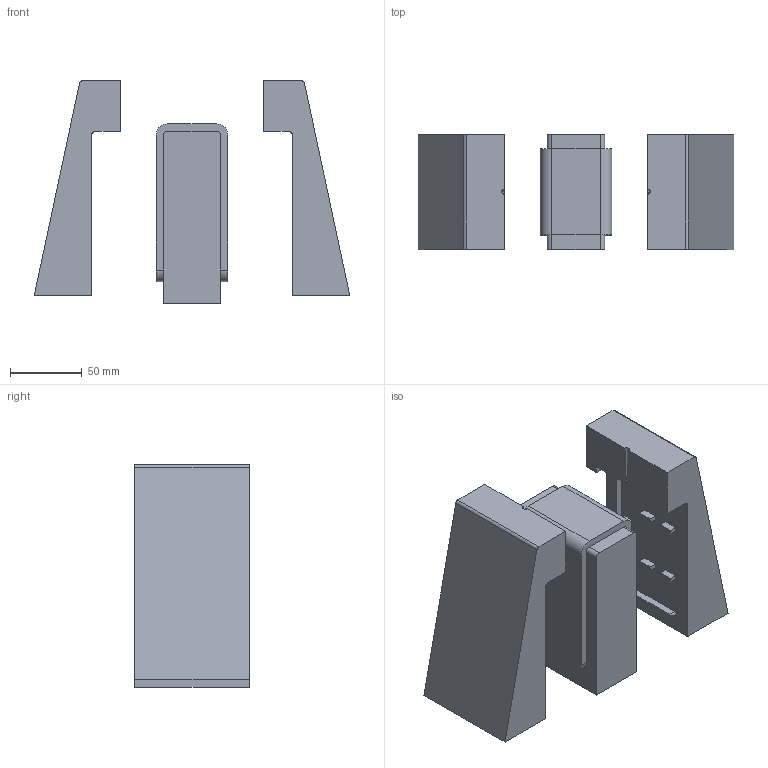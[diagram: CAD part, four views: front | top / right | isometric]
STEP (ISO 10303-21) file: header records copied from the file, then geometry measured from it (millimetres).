
FILE_DESCRIPTION(/* description */ (''),/* implementation_level */ '2;1');
FILE_NAME(/* name */ 'Ensamble molde.stp',/* time_stamp */ '2020-06-10T23:17:24-05:00',/* author */ ('lopvar'),/* organization */ (''),/* preprocessor_version */ 'ST-DEVELOPER v18',/* originating_system */ 'Autodesk Inventor 2020',/* authorisation */ '');
FILE_SCHEMA (('AUTOMOTIVE_DESIGN { 1 0 10303 214 3 1 1 }'));
Length unit declared in the file: millimetre
Products named in the file (5): Ensamble molde; macho; producto Base V1.1; patin izq derivado; patin der derivado
Assembly tree (4 placements, depth 2):
  Ensamble molde
    macho
    producto Base V1.1
    patin izq derivado
    patin der derivado
Bounding box: 220 x 80 x 155 mm (x, y, z)
Volume: 1073189.1 mm3; surface area: 152660.1 mm2
Topology: 4 solids, 4 shells, 123 faces, 330 edges, 220 vertices
Faces by surface type: plane 91, cylinder 30, cone 2
Entity records: 4108 total; most frequent: CARTESIAN_POINT 682, ORIENTED_EDGE 660, DIRECTION 658, EDGE_CURVE 330, LINE 266, VECTOR 266, VERTEX_POINT 220, AXIS2_PLACEMENT_3D 196
